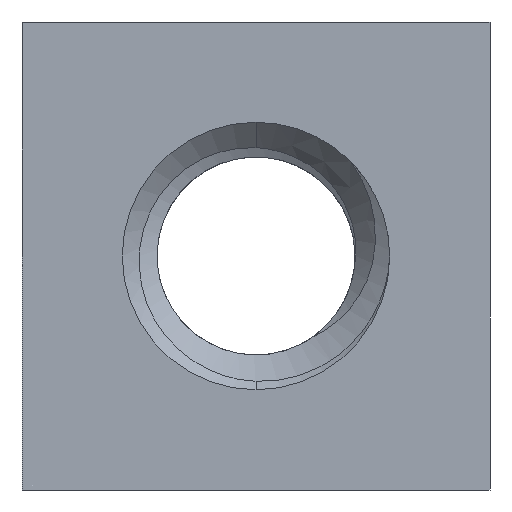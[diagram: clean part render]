
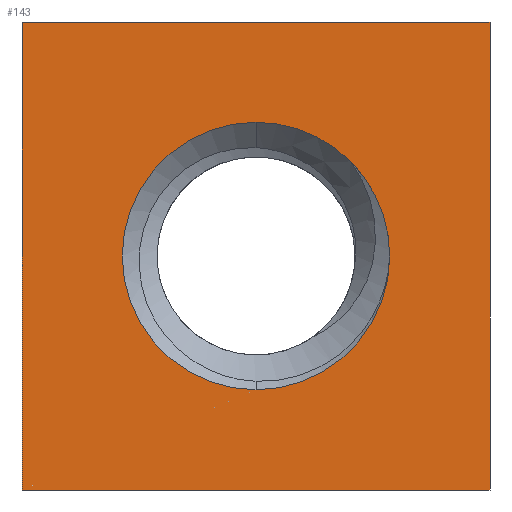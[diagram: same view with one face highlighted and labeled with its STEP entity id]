
A CAD part, front view. The second image highlights one B-rep face of the part: STEP entity #143.
In plain terms, the highlighted planar face has unit normal (0, -1, 0).
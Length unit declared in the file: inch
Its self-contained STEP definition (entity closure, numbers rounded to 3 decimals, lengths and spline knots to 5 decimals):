
#37 = ORIENTED_EDGE ( 'NONE', *, *, #489, .T. ) ;
#39 = ORIENTED_EDGE ( 'NONE', *, *, #488, .T. ) ;
#46 = ORIENTED_EDGE ( 'NONE', *, *, #1759, .F. ) ;
#61 = ORIENTED_EDGE ( 'NONE', *, *, #1722, .T. ) ;
#73 = ORIENTED_EDGE ( 'NONE', *, *, #487, .T. ) ;
#80 = ORIENTED_EDGE ( 'NONE', *, *, #1818, .F. ) ;
#91 = ORIENTED_EDGE ( 'NONE', *, *, #1737, .F. ) ;
#110 = ORIENTED_EDGE ( 'NONE', *, *, #1816, .F. ) ;
#143 = ADVANCED_FACE ( 'NONE', ( #454, #279 ), #195, .F. ) ;
#192 = DIRECTION ( 'NONE',  ( 0., 0., 1. ) ) ;
#193 = DIRECTION ( 'NONE',  ( 0., 1., 0. ) ) ;
#195 = PLANE ( 'NONE',  #1778 ) ;
#197 = CARTESIAN_POINT ( 'NONE',  ( -0.21875, -0.10938, 0.21875 ) ) ;
#229 = VERTEX_POINT ( 'NONE', #1519 ) ;
#230 = VERTEX_POINT ( 'NONE', #1521 ) ;
#231 = VERTEX_POINT ( 'NONE', #1215 ) ;
#234 = VERTEX_POINT ( 'NONE', #838 ) ;
#248 = VERTEX_POINT ( 'NONE', #825 ) ;
#253 = VERTEX_POINT ( 'NONE', #903 ) ;
#254 = VERTEX_POINT ( 'NONE', #909 ) ;
#270 = VERTEX_POINT ( 'NONE', #898 ) ;
#278 = CIRCLE ( 'NONE', #1721, 0.125 ) ;
#279 = FACE_BOUND ( 'NONE', #368, .T. ) ;
#290 = EDGE_LOOP ( 'NONE', ( #80, #46, #110, #91 ) ) ;
#318 = VECTOR ( 'NONE', #1628, 39.37008 ) ;
#327 = CIRCLE ( 'NONE', #1717, 0.125 ) ;
#368 = EDGE_LOOP ( 'NONE', ( #61, #37, #39, #73 ) ) ;
#399 = LINE ( 'NONE', #1629, #318 ) ;
#400 = CIRCLE ( 'NONE', #1823, 0.125 ) ;
#403 = VECTOR ( 'NONE', #581, 39.37008 ) ;
#415 = CIRCLE ( 'NONE', #1756, 0.125 ) ;
#420 = VECTOR ( 'NONE', #714, 39.37008 ) ;
#444 = LINE ( 'NONE', #718, #420 ) ;
#446 = LINE ( 'NONE', #552, #478 ) ;
#454 = FACE_OUTER_BOUND ( 'NONE', #290, .T. ) ;
#460 = LINE ( 'NONE', #582, #403 ) ;
#478 = VECTOR ( 'NONE', #549, 39.37008 ) ;
#487 = EDGE_CURVE ( 'NONE', #270, #254, #415, .T. ) ;
#488 = EDGE_CURVE ( 'NONE', #248, #270, #327, .T. ) ;
#489 = EDGE_CURVE ( 'NONE', #253, #248, #400, .T. ) ;
#549 = DIRECTION ( 'NONE',  ( 0., 0., 1. ) ) ;
#552 = CARTESIAN_POINT ( 'NONE',  ( -0.21875, -0.10938, -0.21875 ) ) ;
#581 = DIRECTION ( 'NONE',  ( 0., 0., -1. ) ) ;
#582 = CARTESIAN_POINT ( 'NONE',  ( 0.21875, -0.10938, -0.21875 ) ) ;
#714 = DIRECTION ( 'NONE',  ( -1., 0., 0. ) ) ;
#718 = CARTESIAN_POINT ( 'NONE',  ( -0.21875, -0.10938, -0.21875 ) ) ;
#825 = CARTESIAN_POINT ( 'NONE',  ( 0., -0.10938, -0.125 ) ) ;
#838 = CARTESIAN_POINT ( 'NONE',  ( 0.21875, -0.10938, 0.21875 ) ) ;
#878 = CARTESIAN_POINT ( 'NONE',  ( 0., -0.10938, 0. ) ) ;
#879 = DIRECTION ( 'NONE',  ( 0., 0., 1. ) ) ;
#881 = DIRECTION ( 'NONE',  ( 0., 1., 0. ) ) ;
#890 = DIRECTION ( 'NONE',  ( 0., 0., 1. ) ) ;
#896 = CARTESIAN_POINT ( 'NONE',  ( 0., -0.10938, 0. ) ) ;
#897 = CARTESIAN_POINT ( 'NONE',  ( 0., -0.10938, 0. ) ) ;
#898 = CARTESIAN_POINT ( 'NONE',  ( 0., -0.10938, 0.125 ) ) ;
#903 = CARTESIAN_POINT ( 'NONE',  ( 0.125, -0.10937, 0. ) ) ;
#909 = CARTESIAN_POINT ( 'NONE',  ( 0.08839, -0.10938, 0.08839 ) ) ;
#1193 = DIRECTION ( 'NONE',  ( 0., 0., 1. ) ) ;
#1194 = DIRECTION ( 'NONE',  ( 0., 1., 0. ) ) ;
#1195 = DIRECTION ( 'NONE',  ( 0., 0., 1. ) ) ;
#1197 = DIRECTION ( 'NONE',  ( 0., 1., 0. ) ) ;
#1199 = DIRECTION ( 'NONE',  ( 0., 1., 0. ) ) ;
#1200 = CARTESIAN_POINT ( 'NONE',  ( 0., -0.10938, 0. ) ) ;
#1215 = CARTESIAN_POINT ( 'NONE',  ( -0.21875, -0.10938, 0.21875 ) ) ;
#1519 = CARTESIAN_POINT ( 'NONE',  ( -0.21875, -0.10938, -0.21875 ) ) ;
#1521 = CARTESIAN_POINT ( 'NONE',  ( 0.21875, -0.10938, -0.21875 ) ) ;
#1628 = DIRECTION ( 'NONE',  ( 1., 0., 0. ) ) ;
#1629 = CARTESIAN_POINT ( 'NONE',  ( -0.21875, -0.10938, 0.21875 ) ) ;
#1717 = AXIS2_PLACEMENT_3D ( 'NONE', #878, #1199, #1195 ) ;
#1721 = AXIS2_PLACEMENT_3D ( 'NONE', #896, #881, #890 ) ;
#1722 = EDGE_CURVE ( 'NONE', #254, #253, #278, .T. ) ;
#1737 = EDGE_CURVE ( 'NONE', #231, #234, #399, .T. ) ;
#1756 = AXIS2_PLACEMENT_3D ( 'NONE', #897, #1197, #879 ) ;
#1759 = EDGE_CURVE ( 'NONE', #230, #229, #444, .T. ) ;
#1778 = AXIS2_PLACEMENT_3D ( 'NONE', #197, #193, #192 ) ;
#1816 = EDGE_CURVE ( 'NONE', #234, #230, #460, .T. ) ;
#1818 = EDGE_CURVE ( 'NONE', #229, #231, #446, .T. ) ;
#1823 = AXIS2_PLACEMENT_3D ( 'NONE', #1200, #1194, #1193 ) ;
